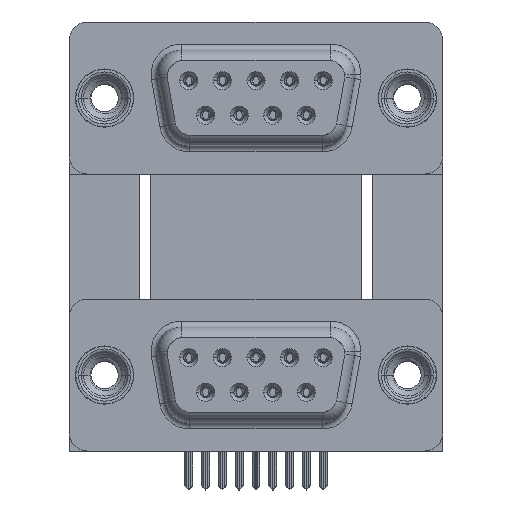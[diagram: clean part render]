
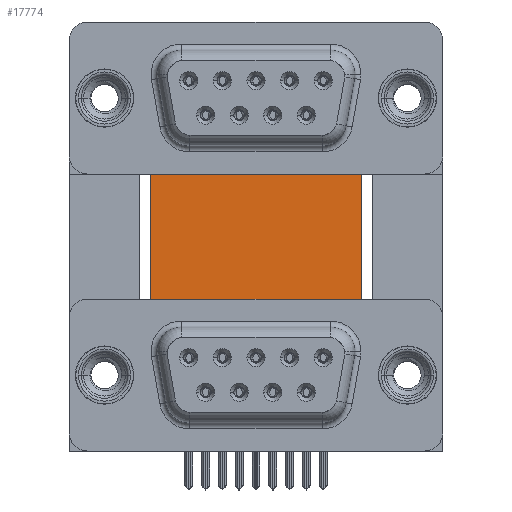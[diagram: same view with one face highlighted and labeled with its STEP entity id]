
A CAD part, top view. The second image highlights one B-rep face of the part: STEP entity #17774.
In plain terms, the highlighted planar face has unit normal (0, 0, 1).
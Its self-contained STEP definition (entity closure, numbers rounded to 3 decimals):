
#1324 = CARTESIAN_POINT ( 'NONE',  ( 3.79, 16.585, -12. ) ) ;
#2234 = DIRECTION ( 'NONE',  ( 0., -1., 0. ) ) ;
#2680 = CARTESIAN_POINT ( 'NONE',  ( 21.2, 16.585, -12. ) ) ;
#2736 = LINE ( 'NONE', #27439, #25934 ) ;
#2888 = DIRECTION ( 'NONE',  ( 0., -1., 0. ) ) ;
#3161 = VECTOR ( 'NONE', #2234, 1000. ) ;
#3193 = EDGE_CURVE ( 'NONE', #24877, #32766, #8177, .T. ) ;
#3897 = VECTOR ( 'NONE', #39896, 1000. ) ;
#5016 = VECTOR ( 'NONE', #5862, 1000. ) ;
#5487 = VERTEX_POINT ( 'NONE', #21251 ) ;
#5862 = DIRECTION ( 'NONE',  ( -0.336, 0.942, 0. ) ) ;
#6012 = CARTESIAN_POINT ( 'NONE',  ( 2.9, -3.735, -12. ) ) ;
#6326 = VECTOR ( 'NONE', #19178, 1000. ) ;
#6418 = EDGE_CURVE ( 'NONE', #39279, #37468, #19144, .T. ) ;
#6523 = ORIENTED_EDGE ( 'NONE', *, *, #9586, .T. ) ;
#7867 = DIRECTION ( 'NONE',  ( -1., 0., 0. ) ) ;
#8177 = LINE ( 'NONE', #31979, #6326 ) ;
#8533 = PLANE ( 'NONE',  #17423 ) ;
#8734 = VERTEX_POINT ( 'NONE', #27798 ) ;
#9430 = CARTESIAN_POINT ( 'NONE',  ( 3.79, 16.585, -12. ) ) ;
#9586 = EDGE_CURVE ( 'NONE', #14736, #37494, #43942, .T. ) ;
#10881 = CARTESIAN_POINT ( 'NONE',  ( 2.9, -3.735, -12. ) ) ;
#11538 = CARTESIAN_POINT ( 'NONE',  ( 22.09, -4.635, -12. ) ) ;
#11706 = FACE_OUTER_BOUND ( 'NONE', #32709, .T. ) ;
#11840 = CARTESIAN_POINT ( 'NONE',  ( 22.09, -3.735, -12. ) ) ;
#12432 = VERTEX_POINT ( 'NONE', #21806 ) ;
#12485 = CARTESIAN_POINT ( 'NONE',  ( 22.09, -4.635, -12. ) ) ;
#13041 = LINE ( 'NONE', #9430, #43780 ) ;
#13154 = CARTESIAN_POINT ( 'NONE',  ( 3.79, -3.735, -12. ) ) ;
#13275 = LINE ( 'NONE', #2680, #3161 ) ;
#14600 = CARTESIAN_POINT ( 'NONE',  ( 2.4, -4.635, -12. ) ) ;
#14736 = VERTEX_POINT ( 'NONE', #10881 ) ;
#14949 = EDGE_CURVE ( 'NONE', #5487, #8734, #2736, .T. ) ;
#16741 = DIRECTION ( 'NONE',  ( 1., 0., 0. ) ) ;
#17423 = AXIS2_PLACEMENT_3D ( 'NONE', #1324, #17995, #7867 ) ;
#17774 = ADVANCED_FACE ( 'NONE', ( #11706 ), #8533, .F. ) ;
#17995 = DIRECTION ( 'NONE',  ( 0., 0., -1. ) ) ;
#18287 = DIRECTION ( 'NONE',  ( 1., 0., 0. ) ) ;
#18492 = CARTESIAN_POINT ( 'NONE',  ( 21.2, -0.735, -12. ) ) ;
#18551 = ORIENTED_EDGE ( 'NONE', *, *, #41887, .T. ) ;
#19144 = LINE ( 'NONE', #23161, #5016 ) ;
#19178 = DIRECTION ( 'NONE',  ( 1., 0., 0. ) ) ;
#19860 = CARTESIAN_POINT ( 'NONE',  ( 22.59, -4.635, -12. ) ) ;
#21251 = CARTESIAN_POINT ( 'NONE',  ( 3.79, 16.585, -12. ) ) ;
#21806 = CARTESIAN_POINT ( 'NONE',  ( 3.79, -0.735, -12. ) ) ;
#22071 = EDGE_CURVE ( 'NONE', #8734, #37468, #13275, .T. ) ;
#22736 = EDGE_CURVE ( 'NONE', #37494, #40424, #42620, .T. ) ;
#22788 = ORIENTED_EDGE ( 'NONE', *, *, #22071, .F. ) ;
#23161 = CARTESIAN_POINT ( 'NONE',  ( 22.59, -4.635, -12. ) ) ;
#23630 = DIRECTION ( 'NONE',  ( 1., 0., 0. ) ) ;
#24323 = ORIENTED_EDGE ( 'NONE', *, *, #22736, .T. ) ;
#24877 = VERTEX_POINT ( 'NONE', #14600 ) ;
#25934 = VECTOR ( 'NONE', #23630, 1000. ) ;
#26736 = CARTESIAN_POINT ( 'NONE',  ( 2.4, -4.635, -12. ) ) ;
#27027 = VECTOR ( 'NONE', #30105, 1000. ) ;
#27405 = LINE ( 'NONE', #26736, #27027 ) ;
#27439 = CARTESIAN_POINT ( 'NONE',  ( 3.79, 16.585, -12. ) ) ;
#27798 = CARTESIAN_POINT ( 'NONE',  ( 21.2, 16.585, -12. ) ) ;
#28756 = EDGE_CURVE ( 'NONE', #32766, #14736, #43350, .T. ) ;
#30105 = DIRECTION ( 'NONE',  ( -0.336, -0.942, 0. ) ) ;
#30208 = CARTESIAN_POINT ( 'NONE',  ( 2.9, -4.635, -12. ) ) ;
#31297 = ORIENTED_EDGE ( 'NONE', *, *, #38398, .T. ) ;
#31979 = CARTESIAN_POINT ( 'NONE',  ( 2.9, -4.635, -12. ) ) ;
#32709 = EDGE_LOOP ( 'NONE', ( #6523, #24323, #31297, #42562, #22788, #35034, #18551, #35648, #38393, #44332 ) ) ;
#32766 = VERTEX_POINT ( 'NONE', #30208 ) ;
#35034 = ORIENTED_EDGE ( 'NONE', *, *, #14949, .F. ) ;
#35195 = EDGE_CURVE ( 'NONE', #12432, #24877, #27405, .T. ) ;
#35648 = ORIENTED_EDGE ( 'NONE', *, *, #35195, .T. ) ;
#35898 = DIRECTION ( 'NONE',  ( 0., 1., 0. ) ) ;
#36402 = VECTOR ( 'NONE', #35898, 1000. ) ;
#37468 = VERTEX_POINT ( 'NONE', #18492 ) ;
#37494 = VERTEX_POINT ( 'NONE', #40026 ) ;
#38393 = ORIENTED_EDGE ( 'NONE', *, *, #3193, .T. ) ;
#38398 = EDGE_CURVE ( 'NONE', #40424, #39279, #41641, .T. ) ;
#39279 = VERTEX_POINT ( 'NONE', #19860 ) ;
#39896 = DIRECTION ( 'NONE',  ( 0., -1., 0. ) ) ;
#40026 = CARTESIAN_POINT ( 'NONE',  ( 22.09, -3.735, -12. ) ) ;
#40424 = VERTEX_POINT ( 'NONE', #12485 ) ;
#41152 = VECTOR ( 'NONE', #16741, 1000. ) ;
#41641 = LINE ( 'NONE', #11538, #44425 ) ;
#41887 = EDGE_CURVE ( 'NONE', #5487, #12432, #13041, .T. ) ;
#42562 = ORIENTED_EDGE ( 'NONE', *, *, #6418, .T. ) ;
#42620 = LINE ( 'NONE', #11840, #3897 ) ;
#43350 = LINE ( 'NONE', #6012, #36402 ) ;
#43780 = VECTOR ( 'NONE', #2888, 1000. ) ;
#43942 = LINE ( 'NONE', #13154, #41152 ) ;
#44332 = ORIENTED_EDGE ( 'NONE', *, *, #28756, .T. ) ;
#44425 = VECTOR ( 'NONE', #18287, 1000. ) ;
